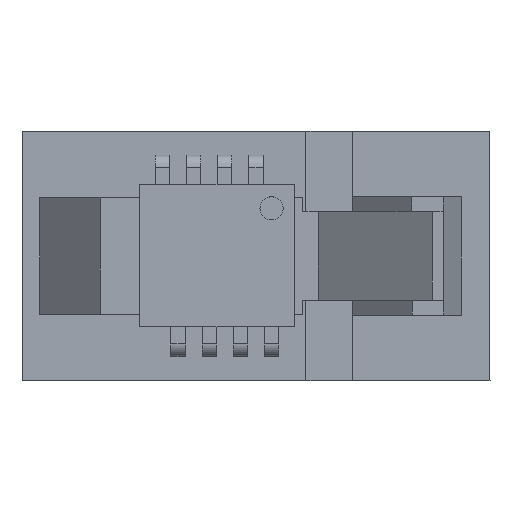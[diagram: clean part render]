
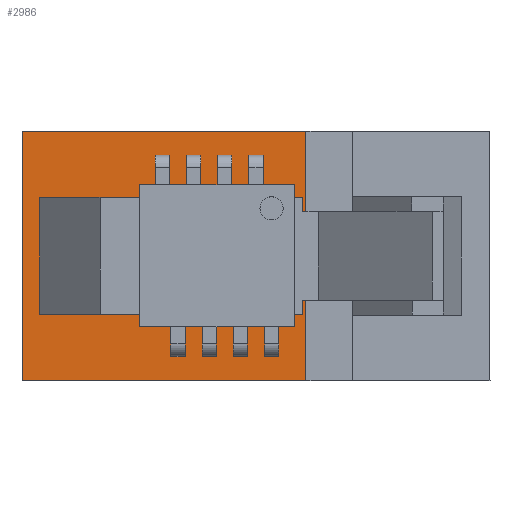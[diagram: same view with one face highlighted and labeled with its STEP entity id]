
A CAD part, top view. The second image highlights one B-rep face of the part: STEP entity #2986.
In plain terms, the highlighted face is planar.
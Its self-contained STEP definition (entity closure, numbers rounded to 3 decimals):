
#145=PLANE('',#3222);
#307=FACE_OUTER_BOUND('',#480,.T.);
#480=EDGE_LOOP('',(#2656,#2657,#2658,#2659,#2660,#2661,#2662,#2663,#2664,
#2665,#2666,#2667));
#774=LINE('',#4686,#1146);
#786=LINE('',#4711,#1158);
#818=LINE('',#4777,#1190);
#819=LINE('',#4779,#1191);
#820=LINE('',#4781,#1192);
#821=LINE('',#4783,#1193);
#822=LINE('',#4784,#1194);
#823=LINE('',#4785,#1195);
#824=LINE('',#4787,#1196);
#825=LINE('',#4789,#1197);
#826=LINE('',#4791,#1198);
#827=LINE('',#4792,#1199);
#1146=VECTOR('',#3850,1.);
#1158=VECTOR('',#3866,1.);
#1190=VECTOR('',#3910,1.);
#1191=VECTOR('',#3911,1.);
#1192=VECTOR('',#3912,1.);
#1193=VECTOR('',#3913,1.);
#1194=VECTOR('',#3914,1.);
#1195=VECTOR('',#3915,1.);
#1196=VECTOR('',#3916,1.);
#1197=VECTOR('',#3917,1.);
#1198=VECTOR('',#3918,1.);
#1199=VECTOR('',#3919,1.);
#1510=VERTEX_POINT('',#4683);
#1511=VERTEX_POINT('',#4685);
#1520=VERTEX_POINT('',#4705);
#1522=VERTEX_POINT('',#4709);
#1549=VERTEX_POINT('',#4775);
#1550=VERTEX_POINT('',#4776);
#1551=VERTEX_POINT('',#4778);
#1552=VERTEX_POINT('',#4780);
#1553=VERTEX_POINT('',#4782);
#1554=VERTEX_POINT('',#4786);
#1555=VERTEX_POINT('',#4788);
#1556=VERTEX_POINT('',#4790);
#1889=EDGE_CURVE('',#1510,#1511,#774,.T.);
#1901=EDGE_CURVE('',#1522,#1520,#786,.T.);
#1933=EDGE_CURVE('',#1549,#1550,#818,.T.);
#1934=EDGE_CURVE('',#1551,#1549,#819,.T.);
#1935=EDGE_CURVE('',#1552,#1551,#820,.T.);
#1936=EDGE_CURVE('',#1552,#1553,#821,.T.);
#1937=EDGE_CURVE('',#1511,#1553,#822,.T.);
#1938=EDGE_CURVE('',#1510,#1520,#823,.T.);
#1939=EDGE_CURVE('',#1522,#1554,#824,.T.);
#1940=EDGE_CURVE('',#1554,#1555,#825,.T.);
#1941=EDGE_CURVE('',#1555,#1556,#826,.T.);
#1942=EDGE_CURVE('',#1550,#1556,#827,.T.);
#2656=ORIENTED_EDGE('',*,*,#1933,.F.);
#2657=ORIENTED_EDGE('',*,*,#1934,.F.);
#2658=ORIENTED_EDGE('',*,*,#1935,.F.);
#2659=ORIENTED_EDGE('',*,*,#1936,.T.);
#2660=ORIENTED_EDGE('',*,*,#1937,.F.);
#2661=ORIENTED_EDGE('',*,*,#1889,.F.);
#2662=ORIENTED_EDGE('',*,*,#1938,.T.);
#2663=ORIENTED_EDGE('',*,*,#1901,.F.);
#2664=ORIENTED_EDGE('',*,*,#1939,.T.);
#2665=ORIENTED_EDGE('',*,*,#1940,.T.);
#2666=ORIENTED_EDGE('',*,*,#1941,.T.);
#2667=ORIENTED_EDGE('',*,*,#1942,.F.);
#2986=ADVANCED_FACE('',(#307),#145,.T.);
#3222=AXIS2_PLACEMENT_3D('',#4774,#3908,#3909);
#3850=DIRECTION('',(-1.,0.,0.));
#3866=DIRECTION('',(1.,0.,0.));
#3908=DIRECTION('center_axis',(0.,1.,0.));
#3909=DIRECTION('ref_axis',(0.,0.,1.));
#3910=DIRECTION('',(0.,0.,-1.));
#3911=DIRECTION('',(-1.,0.,0.));
#3912=DIRECTION('',(0.,0.,-1.));
#3913=DIRECTION('',(-1.,0.,0.));
#3914=DIRECTION('',(0.,0.,1.));
#3915=DIRECTION('',(0.,0.,-1.));
#3916=DIRECTION('',(0.,0.,1.));
#3917=DIRECTION('',(1.,0.,0.));
#3918=DIRECTION('',(0.,0.,-1.));
#3919=DIRECTION('',(1.,0.,0.));
#4683=CARTESIAN_POINT('',(-2.85,1.2,-3.));
#4685=CARTESIAN_POINT('',(-3.75,1.2,-3.));
#4686=CARTESIAN_POINT('',(3.75,1.2,-3.));
#4705=CARTESIAN_POINT('',(-2.85,1.2,-3.2));
#4709=CARTESIAN_POINT('',(-8.,1.2,-3.2));
#4711=CARTESIAN_POINT('',(8.,1.2,-3.2));
#4774=CARTESIAN_POINT('Origin',(0.,1.2,0.));
#4775=CARTESIAN_POINT('',(2.85,1.2,-3.));
#4776=CARTESIAN_POINT('',(2.85,1.2,-3.2));
#4777=CARTESIAN_POINT('',(2.85,1.2,0.));
#4778=CARTESIAN_POINT('',(3.75,1.2,-3.));
#4779=CARTESIAN_POINT('',(3.75,1.2,-3.));
#4780=CARTESIAN_POINT('',(3.75,1.2,13.85));
#4781=CARTESIAN_POINT('',(3.75,1.2,-3.));
#4782=CARTESIAN_POINT('',(-3.75,1.2,13.85));
#4783=CARTESIAN_POINT('',(0.,1.2,13.85));
#4784=CARTESIAN_POINT('',(-3.75,1.2,-3.));
#4785=CARTESIAN_POINT('',(-2.85,1.2,0.));
#4786=CARTESIAN_POINT('',(-8.,1.2,15.));
#4787=CARTESIAN_POINT('',(-8.,1.2,15.));
#4788=CARTESIAN_POINT('',(8.,1.2,15.));
#4789=CARTESIAN_POINT('',(8.,1.2,15.));
#4790=CARTESIAN_POINT('',(8.,1.2,-3.2));
#4791=CARTESIAN_POINT('',(8.,1.2,15.));
#4792=CARTESIAN_POINT('',(8.,1.2,-3.2));
